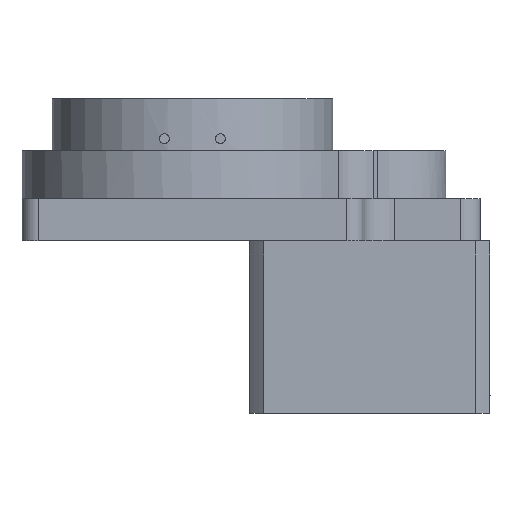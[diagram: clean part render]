
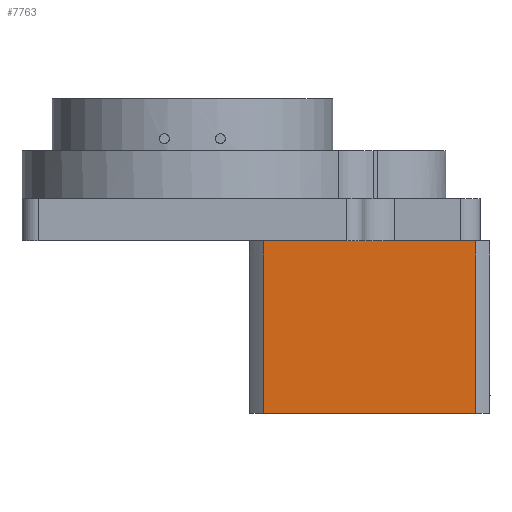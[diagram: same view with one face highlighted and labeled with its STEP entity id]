
A CAD part, left-side view. The second image highlights one B-rep face of the part: STEP entity #7763.
In plain terms, the highlighted planar face has unit normal (-1, 0, 0).
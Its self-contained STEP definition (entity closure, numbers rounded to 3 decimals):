
#249=PLANE('',#8212);
#300=LINE('',#9973,#763);
#703=LINE('',#14082,#1166);
#711=LINE('',#14106,#1174);
#714=LINE('',#14118,#1177);
#763=VECTOR('',#8635,1000.);
#1166=VECTOR('',#9486,1000.);
#1174=VECTOR('',#9510,1000.);
#1177=VECTOR('',#9531,1000.);
#2702=ORIENTED_EDGE('',*,*,#3552,.T.);
#2703=ORIENTED_EDGE('',*,*,#2986,.T.);
#2704=ORIENTED_EDGE('',*,*,#3564,.F.);
#2705=ORIENTED_EDGE('',*,*,#3573,.F.);
#2986=EDGE_CURVE('',#4313,#4312,#300,.T.);
#3552=EDGE_CURVE('',#4700,#4313,#703,.T.);
#3564=EDGE_CURVE('',#4707,#4312,#711,.T.);
#3573=EDGE_CURVE('',#4700,#4707,#714,.T.);
#4163=EDGE_LOOP('',(#2702,#2703,#2704,#2705));
#4312=VERTEX_POINT('',#9972);
#4313=VERTEX_POINT('',#9974);
#4700=VERTEX_POINT('',#14083);
#4707=VERTEX_POINT('',#14105);
#5144=FACE_BOUND('',#4163,.T.);
#7763=ADVANCED_FACE('',(#5144),#249,.F.);
#8212=AXIS2_PLACEMENT_3D('',#14132,#9558,#9559);
#8635=DIRECTION('',(0.,1.,0.));
#9486=DIRECTION('',(0.,0.,1.));
#9510=DIRECTION('',(0.,0.,1.));
#9531=DIRECTION('',(0.,1.,0.));
#9558=DIRECTION('',(1.,0.,0.));
#9559=DIRECTION('',(0.,1.,0.));
#9972=CARTESIAN_POINT('',(-30.,-17.732,-0.001));
#9973=CARTESIAN_POINT('',(-30.,-53.21,-0.001));
#9974=CARTESIAN_POINT('',(-30.,-70.648,-0.001));
#14082=CARTESIAN_POINT('',(-30.,-70.648,-43.));
#14083=CARTESIAN_POINT('',(-30.,-70.648,-43.));
#14105=CARTESIAN_POINT('',(-30.,-17.732,-43.));
#14106=CARTESIAN_POINT('',(-30.,-17.732,-43.));
#14118=CARTESIAN_POINT('',(-30.,-17.732,-43.));
#14132=CARTESIAN_POINT('',(-30.,-53.21,10.5));
